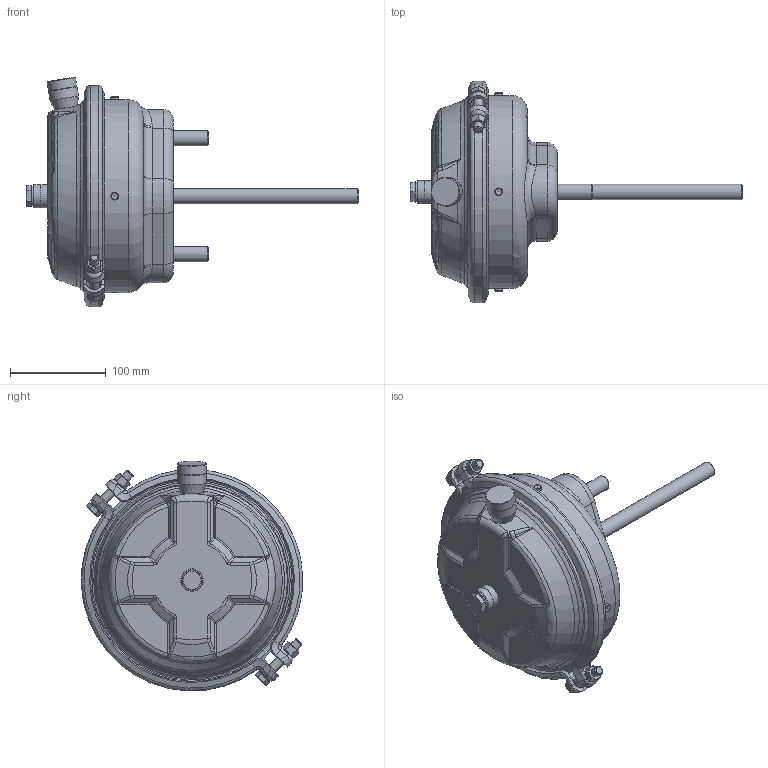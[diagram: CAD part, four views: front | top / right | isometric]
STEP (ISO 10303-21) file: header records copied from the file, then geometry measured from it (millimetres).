
FILE_DESCRIPTION( ( 'STEP AP214' ), '1' );
FILE_NAME( ' ', ' ', ( ' ' ), ( ' ' ), 'PSStep 11.0', 'VISI 17.0', ' ' );
FILE_SCHEMA( ( 'AUTOMOTIVE_DESIGN { 1 0 10303 214 1 1 1 1 }' ) );
Length unit declared in the file: millimetre
Products named in the file (1): 1
Bounding box: 346.08 x 230.85 x 239.55 mm (x, y, z)
Volume: 559911.3 mm3; surface area: 324547.3 mm2
Topology: 1 solids, 4 shells, 722 faces, 1714 edges, 991 vertices
Faces by surface type: bspline 232, plane 127, cone 127, cylinder 117, torus 99, sphere 20
Full cylindrical faces by diameter (mm): 4 x3, 6 x1, 6.1 x3, 8 x3, 9.5 x4, 10 x4, 12 x1, 14.3 x2, 15.875 x2, 15.9 x2, 19 x1, 21.5 x1, 24 x2, 30 x2, 42 x2, 49 x1, 195 x1, 201 x1, 222 x2
Entity records: 54220 total; most frequent: CARTESIAN_POINT 34283, ORIENTED_EDGE 3132, DIRECTION 2558, EDGE_CURVE 1566, AXIS2_PLACEMENT_3D 1132, VERTEX_POINT 954, EDGE_LOOP 846, FACE_OUTER_BOUND 780
